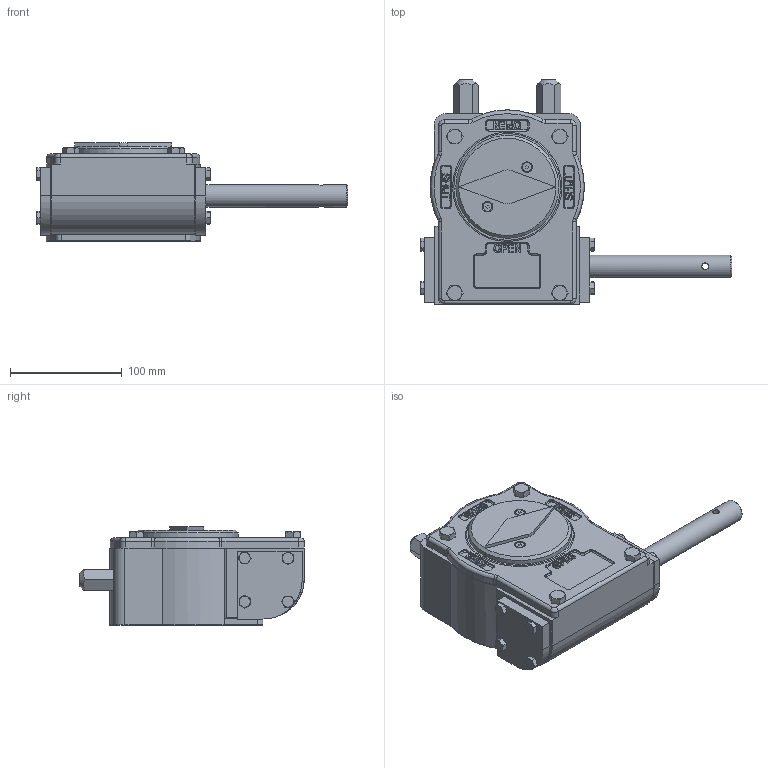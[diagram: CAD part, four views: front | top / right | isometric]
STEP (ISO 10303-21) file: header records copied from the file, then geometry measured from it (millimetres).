
FILE_DESCRIPTION( ( 'Unknown' ), '1' );
FILE_NAME( 'AB550G LH.stp', 'Unknown', ( 'Unknown' ), ( 'Unknown' ), 'PSStep 15.0.49', 'Unknown', ' ' );
FILE_SCHEMA( ( 'AUTOMOTIVE_DESIGN { 1 0 10303 214 1 1 1 1 }' ) );
Length unit declared in the file: millimetre
Products named in the file (1): 10BZ1000C0M00
Bounding box: 279 x 201 x 87.99 mm (x, y, z)
Volume: 1340128.1 mm3; surface area: 233943.6 mm2
Topology: 1 solids, 30 shells, 1267 faces, 3275 edges, 2091 vertices
Faces by surface type: plane 506, cylinder 314, cone 211, torus 154, bspline 38, extrusion 30, sphere 14
Full cylindrical faces by diameter (mm): 3 x1, 3.242 x4, 4 x2, 4.5 x2, 5.6 x3, 6 x9, 6.647 x8, 7 x8, 8 x6, 8.376 x4, 9 x4, 10.106 x4, 10.2 x2, 16 x1, 20 x1, 20.5 x2, 24 x3, 25.2 x1, 57.15 x2, 59 x2, 60 x3, 68 x1, 75 x1, 81 x1, 86.6 x1, 92 x1
Entity records: 55583 total; most frequent: CARTESIAN_POINT 16933, ORIENTED_EDGE 6044, DIRECTION 5540, EDGE_CURVE 3022, AXIS2_PLACEMENT_3D 2253, VERTEX_POINT 2007, EDGE_LOOP 1479, FACE_OUTER_BOUND 1362
